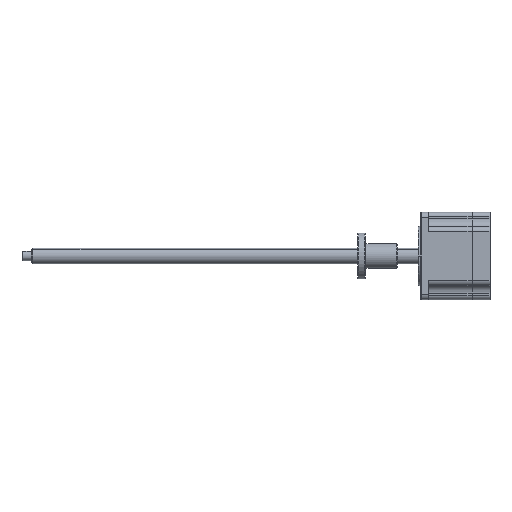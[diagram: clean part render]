
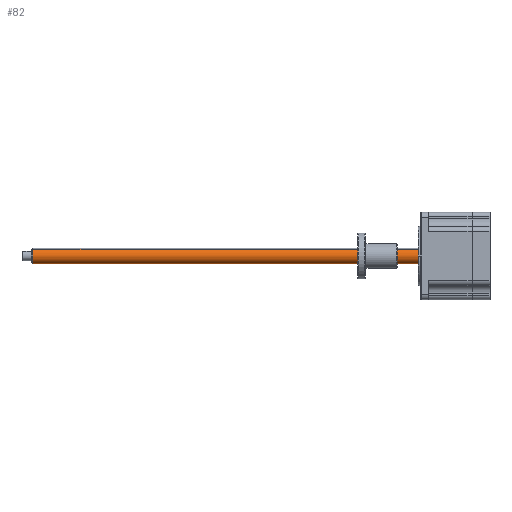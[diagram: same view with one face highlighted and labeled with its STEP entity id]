
A CAD part, left-side view. The second image highlights one B-rep face of the part: STEP entity #82.
In plain terms, the highlighted cylindrical face has radius 5 mm (diameter 10 mm), a partial arc.
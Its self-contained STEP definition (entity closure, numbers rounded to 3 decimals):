
#82 = ADVANCED_FACE ( 'NONE', ( #9576 ), #152, .T. ) ;
#152 = CYLINDRICAL_SURFACE ( 'NONE', #3136, 5. ) ;
#204 = CARTESIAN_POINT ( 'NONE',  ( -17.293, 253.999, 33.35 ) ) ;
#215 = AXIS2_PLACEMENT_3D ( 'NONE', #8389, #3107, #9268 ) ;
#315 = DIRECTION ( 'NONE',  ( 0., -1., 0. ) ) ;
#321 = EDGE_LOOP ( 'NONE', ( #5089, #4580, #7638, #9488 ) ) ;
#375 = DIRECTION ( 'NONE',  ( 0.512, 0., -0.859 ) ) ;
#1387 = CARTESIAN_POINT ( 'NONE',  ( -19.853, 3.999, 37.645 ) ) ;
#1924 = VERTEX_POINT ( 'NONE', #4104 ) ;
#3016 = DIRECTION ( 'NONE',  ( 0.512, 0., -0.859 ) ) ;
#3107 = DIRECTION ( 'NONE',  ( 0., -1., 0. ) ) ;
#3136 = AXIS2_PLACEMENT_3D ( 'NONE', #204, #315, #3016 ) ;
#3273 = CIRCLE ( 'NONE', #9717, 5. ) ;
#3613 = CIRCLE ( 'NONE', #215, 5. ) ;
#4104 = CARTESIAN_POINT ( 'NONE',  ( -14.733, 252.999, 29.055 ) ) ;
#4335 = VECTOR ( 'NONE', #6095, 1000. ) ;
#4580 = ORIENTED_EDGE ( 'NONE', *, *, #7504, .T. ) ;
#4656 = VERTEX_POINT ( 'NONE', #1387 ) ;
#4679 = LINE ( 'NONE', #5528, #11369 ) ;
#5089 = ORIENTED_EDGE ( 'NONE', *, *, #9753, .F. ) ;
#5528 = CARTESIAN_POINT ( 'NONE',  ( -19.853, 253.999, 37.645 ) ) ;
#5754 = DIRECTION ( 'NONE',  ( 0., -1., 0. ) ) ;
#6095 = DIRECTION ( 'NONE',  ( 0., -1., 0. ) ) ;
#6404 = DIRECTION ( 'NONE',  ( 0., -1., 0. ) ) ;
#6970 = CARTESIAN_POINT ( 'NONE',  ( -14.733, 253.999, 29.055 ) ) ;
#7423 = VERTEX_POINT ( 'NONE', #8383 ) ;
#7504 = EDGE_CURVE ( 'NONE', #7423, #1924, #3613, .T. ) ;
#7638 = ORIENTED_EDGE ( 'NONE', *, *, #9033, .T. ) ;
#7778 = CARTESIAN_POINT ( 'NONE',  ( -14.733, 3.999, 29.055 ) ) ;
#8383 = CARTESIAN_POINT ( 'NONE',  ( -19.853, 252.999, 37.645 ) ) ;
#8389 = CARTESIAN_POINT ( 'NONE',  ( -17.293, 252.999, 33.35 ) ) ;
#9033 = EDGE_CURVE ( 'NONE', #1924, #9521, #11310, .T. ) ;
#9268 = DIRECTION ( 'NONE',  ( -0.512, 0., 0.859 ) ) ;
#9488 = ORIENTED_EDGE ( 'NONE', *, *, #9921, .F. ) ;
#9521 = VERTEX_POINT ( 'NONE', #7778 ) ;
#9576 = FACE_OUTER_BOUND ( 'NONE', #321, .T. ) ;
#9717 = AXIS2_PLACEMENT_3D ( 'NONE', #10967, #5754, #375 ) ;
#9753 = EDGE_CURVE ( 'NONE', #7423, #4656, #4679, .T. ) ;
#9921 = EDGE_CURVE ( 'NONE', #4656, #9521, #3273, .T. ) ;
#10967 = CARTESIAN_POINT ( 'NONE',  ( -17.293, 3.999, 33.35 ) ) ;
#11310 = LINE ( 'NONE', #6970, #4335 ) ;
#11369 = VECTOR ( 'NONE', #6404, 1000. ) ;
